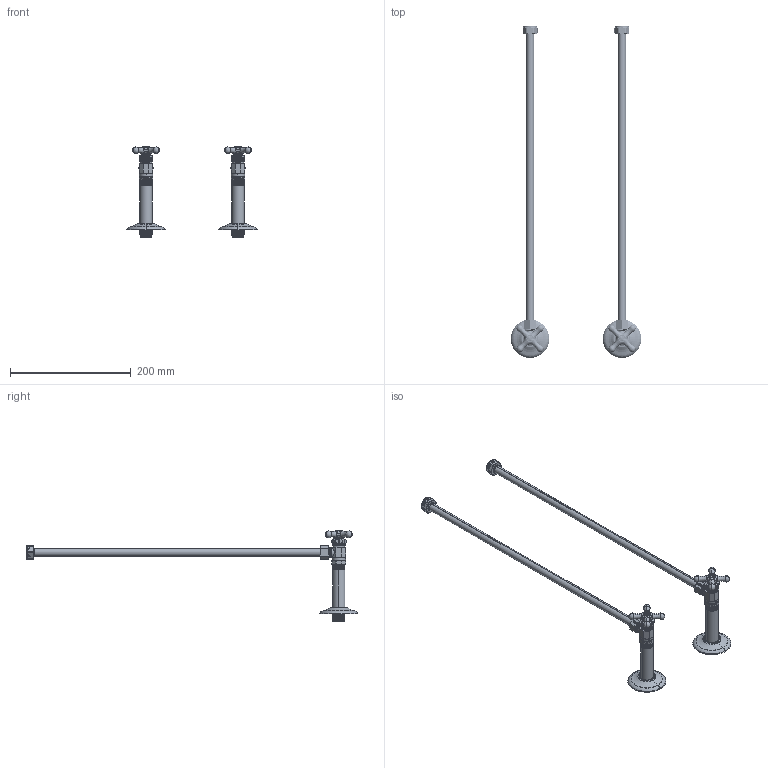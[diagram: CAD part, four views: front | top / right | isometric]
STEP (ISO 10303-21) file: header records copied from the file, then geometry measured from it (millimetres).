
FILE_DESCRIPTION((''),'2;1');
FILE_NAME('492X','2021-06-17T22:33:58',('NSantos'),(''),'CREO PARAMETRIC BY PTC INC, 2018500','CREO PARAMETRIC BY PTC INC, 2018500','');
FILE_SCHEMA(('CONFIG_CONTROL_DESIGN'));
Length unit declared in the file: inch
Products named in the file (1): 492X
Bounding box: 215.9 x 549.91 x 151.73 mm (x, y, z)
Volume: 86284.6 mm3; surface area: 221260.4 mm2
Topology: 10 solids, 35 shells, 1564 faces, 4502 edges, 3002 vertices
Faces by surface type: cylinder 546, plane 392, bspline 368, cone 138, torus 84, sphere 36
Entity records: 97173 total; most frequent: CARTESIAN_POINT 60662, ORIENTED_EDGE 8456, DIRECTION 5998, EDGE_CURVE 4466, VERTEX_POINT 3002, AXIS2_PLACEMENT_3D 2345, B_SPLINE_CURVE_WITH_KNOTS 2010, EDGE_LOOP 1690
